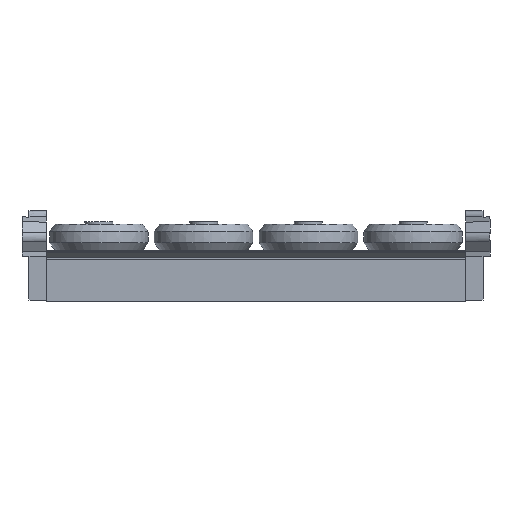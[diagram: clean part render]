
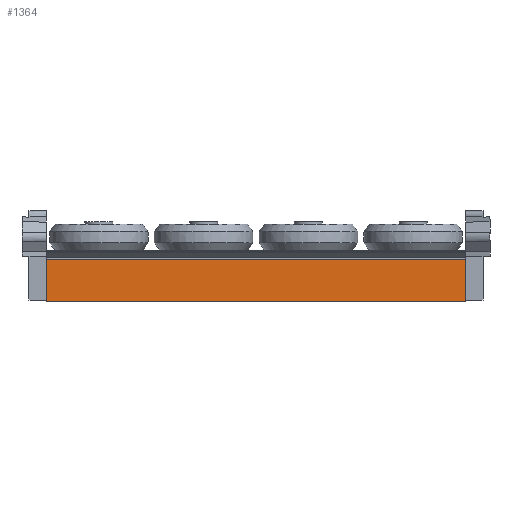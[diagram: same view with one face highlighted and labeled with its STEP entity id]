
A CAD part, front view. The second image highlights one B-rep face of the part: STEP entity #1364.
In plain terms, the highlighted planar face has unit normal (0, -1, 0).
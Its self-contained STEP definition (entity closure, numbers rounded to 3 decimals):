
#563=CARTESIAN_POINT('',(-60.,-16.0,0.0));
#564=VERTEX_POINT('',#563);
#571=CARTESIAN_POINT('',(-60.,-16.0,12.));
#572=VERTEX_POINT('',#571);
#573=CARTESIAN_POINT('',(-60.,-16.0,0.0));
#574=DIRECTION('',(0.0,0.0,1.0));
#575=VECTOR('',#574,12.);
#576=LINE('',#573,#575);
#577=EDGE_CURVE('',#564,#572,#576,.T.);
#634=CARTESIAN_POINT('',(60.,-16.0,12.));
#635=VERTEX_POINT('',#634);
#636=CARTESIAN_POINT('',(60.,-16.0,12.));
#637=DIRECTION('',(-1.0,0.0,0.0));
#638=VECTOR('',#637,120.);
#639=LINE('',#636,#638);
#640=EDGE_CURVE('',#635,#572,#639,.T.);
#706=CARTESIAN_POINT('',(60.,-16.0,0.0));
#707=VERTEX_POINT('',#706);
#714=CARTESIAN_POINT('',(60.,-16.0,0.0));
#715=DIRECTION('',(-1.0,0.0,0.0));
#716=VECTOR('',#715,120.);
#717=LINE('',#714,#716);
#718=EDGE_CURVE('',#707,#564,#717,.T.);
#1348=CARTESIAN_POINT('',(60.,-16.0,0.0));
#1349=DIRECTION('',(0.0,-1.0,0.0));
#1350=DIRECTION('',(0.0,0.0,-1.0));
#1351=AXIS2_PLACEMENT_3D('',#1348,#1349,#1350);
#1352=PLANE('',#1351);
#1353=ORIENTED_EDGE('',*,*,#640,.T.);
#1354=ORIENTED_EDGE('',*,*,#577,.F.);
#1355=ORIENTED_EDGE('',*,*,#718,.F.);
#1356=CARTESIAN_POINT('',(60.,-16.0,0.0));
#1357=DIRECTION('',(0.0,0.0,1.0));
#1358=VECTOR('',#1357,12.);
#1359=LINE('',#1356,#1358);
#1360=EDGE_CURVE('',#707,#635,#1359,.T.);
#1361=ORIENTED_EDGE('',*,*,#1360,.T.);
#1362=EDGE_LOOP('',(#1353,#1354,#1355,#1361));
#1363=FACE_OUTER_BOUND('',#1362,.T.);
#1364=ADVANCED_FACE('',(#1363),#1352,.T.);
